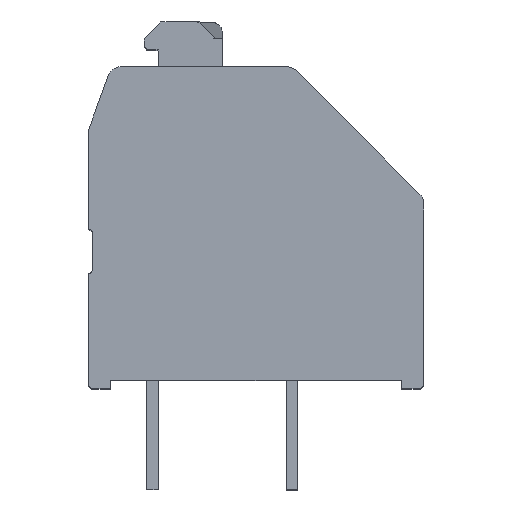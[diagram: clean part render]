
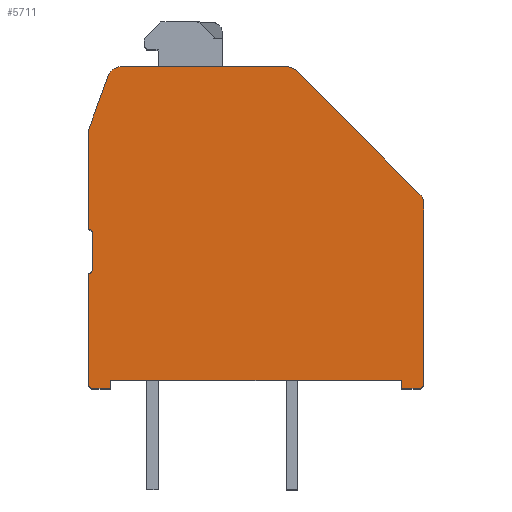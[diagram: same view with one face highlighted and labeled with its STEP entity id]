
A CAD part, top view. The second image highlights one B-rep face of the part: STEP entity #5711.
In plain terms, the highlighted planar face has unit normal (0, 0, 1).
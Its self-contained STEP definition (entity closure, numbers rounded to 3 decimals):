
#125=CIRCLE('',#5874,0.5);
#140=CIRCLE('',#5916,0.15);
#142=CIRCLE('',#5920,0.15);
#144=CIRCLE('',#5925,0.5);
#146=CIRCLE('',#5928,0.5);
#169=CIRCLE('',#6004,0.2);
#170=CIRCLE('',#6010,0.2);
#826=ORIENTED_EDGE('',*,*,#1666,.T.);
#827=ORIENTED_EDGE('',*,*,#1670,.F.);
#828=ORIENTED_EDGE('',*,*,#1673,.T.);
#829=ORIENTED_EDGE('',*,*,#1676,.F.);
#830=ORIENTED_EDGE('',*,*,#1682,.T.);
#831=ORIENTED_EDGE('',*,*,#1808,.T.);
#832=ORIENTED_EDGE('',*,*,#1810,.T.);
#833=ORIENTED_EDGE('',*,*,#1811,.T.);
#834=ORIENTED_EDGE('',*,*,#1661,.T.);
#835=ORIENTED_EDGE('',*,*,#1813,.T.);
#836=ORIENTED_EDGE('',*,*,#1815,.T.);
#837=ORIENTED_EDGE('',*,*,#1816,.T.);
#838=ORIENTED_EDGE('',*,*,#1711,.T.);
#839=ORIENTED_EDGE('',*,*,#1715,.T.);
#840=ORIENTED_EDGE('',*,*,#1486,.T.);
#841=ORIENTED_EDGE('',*,*,#1526,.T.);
#842=ORIENTED_EDGE('',*,*,#1443,.T.);
#843=ORIENTED_EDGE('',*,*,#1718,.T.);
#844=ORIENTED_EDGE('',*,*,#1720,.T.);
#1443=EDGE_CURVE('',#2056,#2055,#2456,.T.);
#1486=EDGE_CURVE('',#2098,#2097,#2491,.T.);
#1526=EDGE_CURVE('',#2097,#2056,#125,.T.);
#1661=EDGE_CURVE('',#2227,#2226,#2614,.T.);
#1666=EDGE_CURVE('',#2232,#2231,#2619,.T.);
#1670=EDGE_CURVE('',#2234,#2231,#140,.T.);
#1673=EDGE_CURVE('',#2234,#2236,#2624,.T.);
#1676=EDGE_CURVE('',#2238,#2236,#142,.T.);
#1682=EDGE_CURVE('',#2238,#2242,#2631,.T.);
#1711=EDGE_CURVE('',#2263,#2262,#2660,.T.);
#1715=EDGE_CURVE('',#2262,#2098,#144,.T.);
#1718=EDGE_CURVE('',#2055,#2266,#146,.T.);
#1720=EDGE_CURVE('',#2266,#2232,#2665,.T.);
#1808=EDGE_CURVE('',#2242,#2311,#169,.T.);
#1810=EDGE_CURVE('',#2311,#2312,#2732,.T.);
#1811=EDGE_CURVE('',#2312,#2227,#2733,.T.);
#1813=EDGE_CURVE('',#2226,#2313,#2735,.T.);
#1815=EDGE_CURVE('',#2313,#2314,#2737,.T.);
#1816=EDGE_CURVE('',#2314,#2263,#170,.T.);
#2055=VERTEX_POINT('',#7345);
#2056=VERTEX_POINT('',#7347);
#2097=VERTEX_POINT('',#7432);
#2098=VERTEX_POINT('',#7434);
#2226=VERTEX_POINT('',#7832);
#2227=VERTEX_POINT('',#7834);
#2231=VERTEX_POINT('',#7843);
#2232=VERTEX_POINT('',#7845);
#2234=VERTEX_POINT('',#7851);
#2236=VERTEX_POINT('',#7857);
#2238=VERTEX_POINT('',#7863);
#2242=VERTEX_POINT('',#7874);
#2262=VERTEX_POINT('',#7924);
#2263=VERTEX_POINT('',#7926);
#2266=VERTEX_POINT('',#7937);
#2311=VERTEX_POINT('',#8125);
#2312=VERTEX_POINT('',#8129);
#2313=VERTEX_POINT('',#8135);
#2314=VERTEX_POINT('',#8139);
#2456=LINE('',#7346,#2954);
#2491=LINE('',#7433,#2989);
#2614=LINE('',#7833,#3112);
#2619=LINE('',#7844,#3117);
#2624=LINE('',#7858,#3122);
#2631=LINE('',#7875,#3129);
#2660=LINE('',#7925,#3158);
#2665=LINE('',#7941,#3163);
#2732=LINE('',#8130,#3230);
#2733=LINE('',#8132,#3231);
#2735=LINE('',#8136,#3233);
#2737=LINE('',#8140,#3235);
#2954=VECTOR('',#6191,1000.);
#2989=VECTOR('',#6246,1000.);
#3112=VECTOR('',#6505,1000.);
#3117=VECTOR('',#6512,1000.);
#3122=VECTOR('',#6525,1000.);
#3129=VECTOR('',#6540,1000.);
#3158=VECTOR('',#6571,1000.);
#3163=VECTOR('',#6590,1000.);
#3230=VECTOR('',#6809,1000.);
#3231=VECTOR('',#6812,1000.);
#3233=VECTOR('',#6816,1000.);
#3235=VECTOR('',#6820,1000.);
#3541=EDGE_LOOP('',(#826,#827,#828,#829,#830,#831,#832,#833,#834,#835,#836,
#837,#838,#839,#840,#841,#842,#843,#844));
#3772=FACE_BOUND('',#3541,.T.);
#3951=PLANE('',#6011);
#5711=ADVANCED_FACE('',(#3772),#3951,.T.);
#5874=AXIS2_PLACEMENT_3D('',#7508,#6327,#6328);
#5916=AXIS2_PLACEMENT_3D('',#7852,#6519,#6520);
#5920=AXIS2_PLACEMENT_3D('',#7864,#6531,#6532);
#5925=AXIS2_PLACEMENT_3D('',#7932,#6578,#6579);
#5928=AXIS2_PLACEMENT_3D('',#7938,#6585,#6586);
#6004=AXIS2_PLACEMENT_3D('',#8126,#6804,#6805);
#6010=AXIS2_PLACEMENT_3D('',#8142,#6823,#6824);
#6011=AXIS2_PLACEMENT_3D('',#8143,#6825,#6826);
#6191=DIRECTION('',(-1.,0.,0.));
#6246=DIRECTION('',(-0.707,0.707,0.));
#6327=DIRECTION('',(0.,0.,1.));
#6328=DIRECTION('',(1.,0.,0.));
#6505=DIRECTION('',(1.,0.,0.));
#6512=DIRECTION('',(0.,-1.,0.));
#6519=DIRECTION('',(0.,0.,1.));
#6520=DIRECTION('',(1.,0.,0.));
#6525=DIRECTION('',(0.,-1.,0.));
#6531=DIRECTION('',(0.,0.,1.));
#6532=DIRECTION('',(1.,0.,0.));
#6540=DIRECTION('',(0.,-1.,0.));
#6571=DIRECTION('',(0.,1.,0.));
#6578=DIRECTION('',(0.,0.,1.));
#6579=DIRECTION('',(1.,0.,0.));
#6585=DIRECTION('',(0.,0.,1.));
#6586=DIRECTION('',(1.,0.,0.));
#6590=DIRECTION('',(-0.342,-0.94,0.));
#6804=DIRECTION('',(0.,0.,1.));
#6805=DIRECTION('',(1.,0.,0.));
#6809=DIRECTION('',(1.,0.,0.));
#6812=DIRECTION('',(0.,1.,0.));
#6816=DIRECTION('',(0.,-1.,0.));
#6820=DIRECTION('',(1.,0.,0.));
#6823=DIRECTION('',(0.,0.,1.));
#6824=DIRECTION('',(1.,0.,0.));
#6825=DIRECTION('',(0.,0.,1.));
#6826=DIRECTION('',(1.,0.,0.));
#7345=CARTESIAN_POINT('',(-6.113,11.5,19.));
#7346=CARTESIAN_POINT('',(-0.207,11.5,19.));
#7347=CARTESIAN_POINT('',(-0.207,11.5,19.));
#7432=CARTESIAN_POINT('',(0.146,11.354,19.));
#7433=CARTESIAN_POINT('',(4.554,6.946,19.));
#7434=CARTESIAN_POINT('',(4.554,6.946,19.));
#7508=CARTESIAN_POINT('',(-0.207,11.,19.));
#7832=CARTESIAN_POINT('',(3.9,0.3,19.));
#7833=CARTESIAN_POINT('',(-6.5,0.3,19.));
#7834=CARTESIAN_POINT('',(-6.5,0.3,19.));
#7843=CARTESIAN_POINT('',(-7.3,5.7,19.));
#7844=CARTESIAN_POINT('',(-7.3,9.2,19.));
#7845=CARTESIAN_POINT('',(-7.3,9.2,19.));
#7851=CARTESIAN_POINT('',(-7.15,5.55,19.));
#7852=CARTESIAN_POINT('',(-7.3,5.55,19.));
#7857=CARTESIAN_POINT('',(-7.15,4.25,19.));
#7858=CARTESIAN_POINT('',(-7.15,5.55,19.));
#7863=CARTESIAN_POINT('',(-7.3,4.1,19.));
#7864=CARTESIAN_POINT('',(-7.3,4.25,19.));
#7874=CARTESIAN_POINT('',(-7.3,0.2,19.));
#7875=CARTESIAN_POINT('',(-7.3,4.1,19.));
#7924=CARTESIAN_POINT('',(4.7,6.593,19.));
#7925=CARTESIAN_POINT('',(4.7,0.2,19.));
#7926=CARTESIAN_POINT('',(4.7,0.2,19.));
#7932=CARTESIAN_POINT('',(4.2,6.593,19.));
#7937=CARTESIAN_POINT('',(-6.583,11.171,19.));
#7938=CARTESIAN_POINT('',(-6.113,11.,19.));
#7941=CARTESIAN_POINT('',(-6.583,11.171,19.));
#8125=CARTESIAN_POINT('',(-7.1,0.,19.));
#8126=CARTESIAN_POINT('',(-7.1,0.2,19.));
#8129=CARTESIAN_POINT('',(-6.5,0.,19.));
#8130=CARTESIAN_POINT('',(-7.1,0.,19.));
#8132=CARTESIAN_POINT('',(-6.5,0.,19.));
#8135=CARTESIAN_POINT('',(3.9,0.,19.));
#8136=CARTESIAN_POINT('',(3.9,0.3,19.));
#8139=CARTESIAN_POINT('',(4.5,0.,19.));
#8140=CARTESIAN_POINT('',(3.9,0.,19.));
#8142=CARTESIAN_POINT('',(4.5,0.2,19.));
#8143=CARTESIAN_POINT('',(-7.3,5.55,19.));
